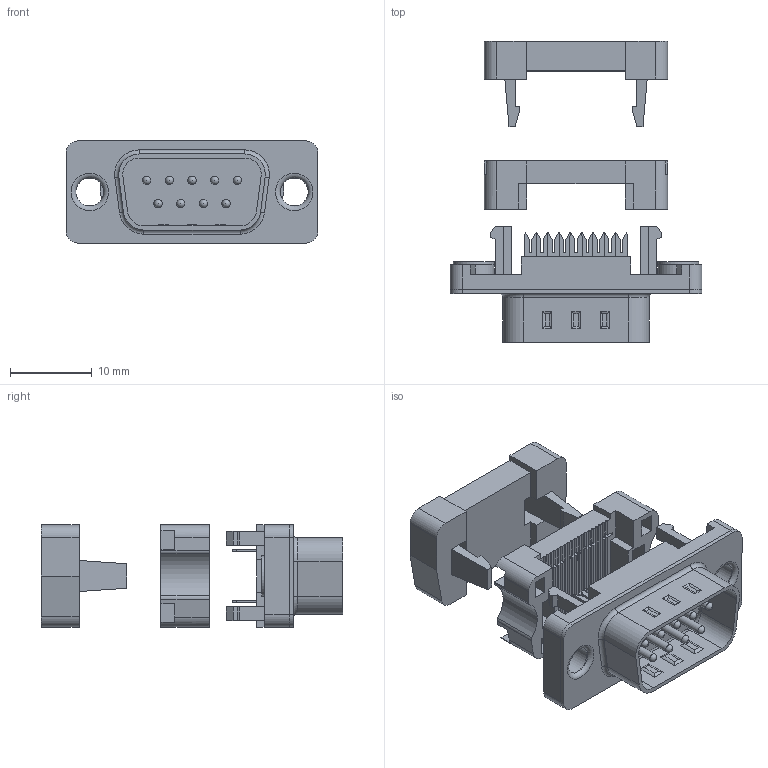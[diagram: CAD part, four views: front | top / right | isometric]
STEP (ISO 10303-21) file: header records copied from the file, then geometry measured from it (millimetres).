
FILE_DESCRIPTION(/* description */ ('Unknown'),/* implementation_level */ '2;1');
FILE_NAME(/* name */ '618009221823',/* time_stamp */ '2023-02-24T11:45:33+01:00',/* author */ ('Unknown'),/* organization */ ('Unknown'),/* preprocessor_version */ 'ST-DEVELOPER v16.7',/* originating_system */ 'Solid Edge',/* authorisation */ 'Unknown');
FILE_SCHEMA (('AUTOMOTIVE_DESIGN {1 0 10303 214 3 1 1}'));
Length unit declared in the file: millimetre
Products named in the file (9): 6180xx221823; 6180xx221823_Packaging; 618009221823_Socle; 6180xx221823_Pin; 6180xx221823_Rivet; 618009221823_Plate; 618009221823; 618009221x23_CableCover; 618009221x23_Strain_Relief
Assembly tree (17 placements, depth 3):
  6180xx221823
    6180xx221823_Packaging
      618009221823_Socle
      6180xx221823_Pin  x9
      6180xx221823_Rivet  x2
      618009221823_Plate
      618009221823
      618009221x23_CableCover
    618009221x23_Strain_Relief
Bounding box: 30.8 x 36.8 x 12.5 mm (x, y, z)
Volume: 3057.8 mm3; surface area: 5586.4 mm2
Topology: 16 solids, 16 shells, 727 faces, 2023 edges, 1320 vertices
Faces by surface type: plane 524, cylinder 180, torus 14, sphere 9
Full cylindrical faces by diameter (mm): 1 x18, 3.4 x2, 4.2 x2, 4.4 x2, 5 x2
Entity records: 18044 total; most frequent: CARTESIAN_POINT 3113, ORIENTED_EDGE 3062, DIRECTION 2930, EDGE_CURVE 1531, LINE 1254, VECTOR 1254, VERTEX_POINT 1021, AXIS2_PLACEMENT_3D 838
